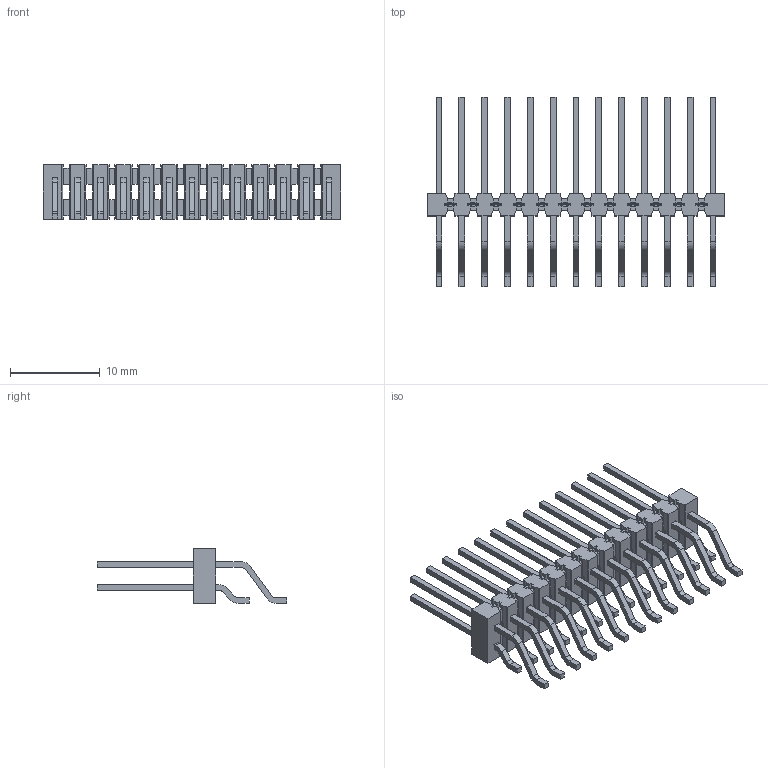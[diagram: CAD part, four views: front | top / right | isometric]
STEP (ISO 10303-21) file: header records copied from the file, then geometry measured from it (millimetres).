
FILE_DESCRIPTION(('FreeCAD Model'),'2;1');
FILE_NAME('Open CASCADE Shape Model','2025-02-20T15:21:21',(''),(''), 'Open CASCADE STEP processor 7.8','FreeCAD','Unknown');
FILE_SCHEMA(('AUTOMOTIVE_DESIGN { 1 0 10303 214 1 1 1 1 }'));
Length unit declared in the file: millimetre
Products named in the file (4): TSM-113-03-L-DH-P-TR_(pad hidden); TSM-113-03-DH_body; T-1S6-09-L(-03-13-DH); T-1S6-09-L(-03-13-DH)2
Assembly tree (3 placements, depth 2):
  TSM-113-03-L-DH-P-TR_(pad hidden)
    TSM-113-03-DH_body
    T-1S6-09-L(-03-13-DH)
    T-1S6-09-L(-03-13-DH)2
Bounding box: 33.02 x 21.08 x 6.1 mm (x, y, z)
Volume: 581.6 mm3; surface area: 2607.3 mm2
Topology: 3 solids, 3 shells, 1334 faces, 3804 edges, 2504 vertices
Faces by surface type: plane 1182, cylinder 152
Entity records: 43025 total; most frequent: CARTESIAN_POINT 7646, ORIENTED_EDGE 7608, DIRECTION 6784, EDGE_CURVE 3804, LINE 3500, VECTOR 3500, VERTEX_POINT 2504, AXIS2_PLACEMENT_3D 1642
